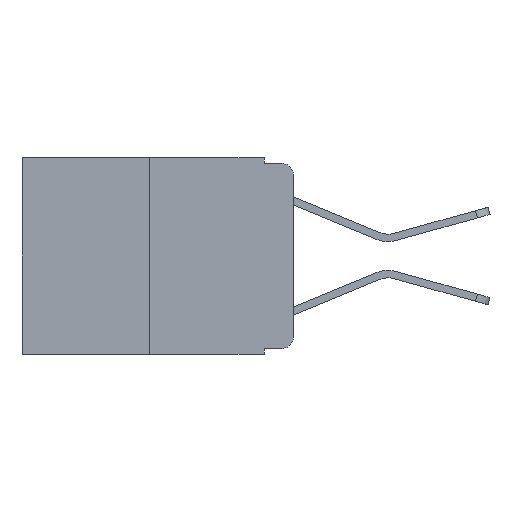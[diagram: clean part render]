
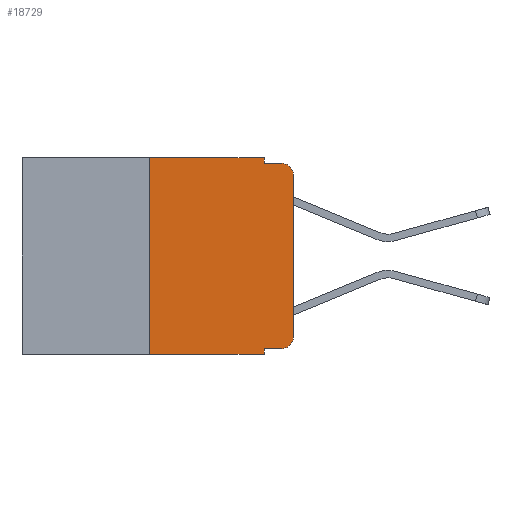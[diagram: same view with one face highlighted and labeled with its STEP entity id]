
A CAD part, left-side view. The second image highlights one B-rep face of the part: STEP entity #18729.
In plain terms, the highlighted planar face has unit normal (-1, 0, 0).
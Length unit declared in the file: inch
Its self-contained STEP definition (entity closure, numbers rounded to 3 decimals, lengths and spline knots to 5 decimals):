
#381 = AXIS2_PLACEMENT_3D ( 'NONE', #9622, #15119, #18351 ) ;
#553 = CARTESIAN_POINT ( 'NONE',  ( 0., 0.051, -0.333 ) ) ;
#995 = CIRCLE ( 'NONE', #381, 0.02 ) ;
#1015 = VERTEX_POINT ( 'NONE', #16223 ) ;
#1067 = DIRECTION ( 'NONE',  ( 0., 0., -1. ) ) ;
#1869 = CARTESIAN_POINT ( 'NONE',  ( 0., 0.051, -0.01 ) ) ;
#2169 = CARTESIAN_POINT ( 'NONE',  ( 0., 0.25, 0. ) ) ;
#2203 = VECTOR ( 'NONE', #14173, 39.37008 ) ;
#2462 = CARTESIAN_POINT ( 'NONE',  ( 0., 0.473, 0. ) ) ;
#2857 = CARTESIAN_POINT ( 'NONE',  ( 0., 0.473, 0. ) ) ;
#2904 = EDGE_CURVE ( 'NONE', #18612, #1015, #9735, .T. ) ;
#2959 = CARTESIAN_POINT ( 'NONE',  ( 0., 0.051, -0.343 ) ) ;
#3158 = CARTESIAN_POINT ( 'NONE',  ( 0., 0., 0. ) ) ;
#3229 = CARTESIAN_POINT ( 'NONE',  ( 0., 0.051, 0. ) ) ;
#3814 = LINE ( 'NONE', #14053, #9480 ) ;
#3843 = LINE ( 'NONE', #553, #2203 ) ;
#4097 = EDGE_CURVE ( 'NONE', #11745, #18612, #3843, .T. ) ;
#5153 = EDGE_LOOP ( 'NONE', ( #15714, #15558, #8259, #5274, #14361, #14843, #5635, #17657, #6796, #9110 ) ) ;
#5274 = ORIENTED_EDGE ( 'NONE', *, *, #14442, .F. ) ;
#5635 = ORIENTED_EDGE ( 'NONE', *, *, #9443, .T. ) ;
#5825 = CARTESIAN_POINT ( 'NONE',  ( 0., 0.25, -0.343 ) ) ;
#5838 = VECTOR ( 'NONE', #13288, 39.37008 ) ;
#6035 = VECTOR ( 'NONE', #16773, 39.37008 ) ;
#6238 = CARTESIAN_POINT ( 'NONE',  ( 0., 0., -0.03 ) ) ;
#6239 = EDGE_CURVE ( 'NONE', #1015, #15077, #17950, .T. ) ;
#6796 = ORIENTED_EDGE ( 'NONE', *, *, #4097, .T. ) ;
#6825 = VERTEX_POINT ( 'NONE', #2169 ) ;
#6853 = EDGE_CURVE ( 'NONE', #7622, #6825, #9659, .T. ) ;
#7164 = CARTESIAN_POINT ( 'NONE',  ( 0., 0.02, -0.01 ) ) ;
#7493 = CARTESIAN_POINT ( 'NONE',  ( 0., 0.473, -0.343 ) ) ;
#7622 = VERTEX_POINT ( 'NONE', #5825 ) ;
#7758 = CARTESIAN_POINT ( 'NONE',  ( 0., 0.02, -0.313 ) ) ;
#7776 = CARTESIAN_POINT ( 'NONE',  ( 0., 0.02, -0.333 ) ) ;
#8137 = DIRECTION ( 'NONE',  ( 1., 0., 0. ) ) ;
#8259 = ORIENTED_EDGE ( 'NONE', *, *, #17765, .F. ) ;
#8355 = LINE ( 'NONE', #12716, #18356 ) ;
#8800 = DIRECTION ( 'NONE',  ( 0., -1., 0. ) ) ;
#8924 = LINE ( 'NONE', #7493, #6035 ) ;
#9110 = ORIENTED_EDGE ( 'NONE', *, *, #2904, .T. ) ;
#9277 = VERTEX_POINT ( 'NONE', #2959 ) ;
#9294 = VERTEX_POINT ( 'NONE', #3229 ) ;
#9297 = PLANE ( 'NONE',  #12336 ) ;
#9443 = EDGE_CURVE ( 'NONE', #7622, #9277, #8924, .T. ) ;
#9480 = VECTOR ( 'NONE', #1067, 39.37008 ) ;
#9622 = CARTESIAN_POINT ( 'NONE',  ( 0., 0.02, -0.03 ) ) ;
#9659 = LINE ( 'NONE', #10988, #9820 ) ;
#9735 = CIRCLE ( 'NONE', #12146, 0.02 ) ;
#9806 = VECTOR ( 'NONE', #14411, 39.37008 ) ;
#9820 = VECTOR ( 'NONE', #15252, 39.37008 ) ;
#10062 = VERTEX_POINT ( 'NONE', #7164 ) ;
#10236 = LINE ( 'NONE', #1869, #12902 ) ;
#10582 = CARTESIAN_POINT ( 'NONE',  ( 0., 0.051, -0.01 ) ) ;
#10816 = FACE_OUTER_BOUND ( 'NONE', #5153, .T. ) ;
#10988 = CARTESIAN_POINT ( 'NONE',  ( 0., 0.25, 0. ) ) ;
#11574 = DIRECTION ( 'NONE',  ( 0., 0., -1. ) ) ;
#11745 = VERTEX_POINT ( 'NONE', #18352 ) ;
#12146 = AXIS2_PLACEMENT_3D ( 'NONE', #7758, #18104, #15243 ) ;
#12230 = DIRECTION ( 'NONE',  ( 0., 0., -1. ) ) ;
#12336 = AXIS2_PLACEMENT_3D ( 'NONE', #2462, #8137, #12230 ) ;
#12625 = EDGE_CURVE ( 'NONE', #15077, #10062, #995, .T. ) ;
#12716 = CARTESIAN_POINT ( 'NONE',  ( 0., 0.051, 0. ) ) ;
#12902 = VECTOR ( 'NONE', #8800, 39.37008 ) ;
#13288 = DIRECTION ( 'NONE',  ( 0., 0., 1. ) ) ;
#14053 = CARTESIAN_POINT ( 'NONE',  ( 0., 0.051, 0. ) ) ;
#14173 = DIRECTION ( 'NONE',  ( 0., -1., 0. ) ) ;
#14361 = ORIENTED_EDGE ( 'NONE', *, *, #14993, .F. ) ;
#14411 = DIRECTION ( 'NONE',  ( 0., -1., 0. ) ) ;
#14442 = EDGE_CURVE ( 'NONE', #9294, #18325, #3814, .T. ) ;
#14843 = ORIENTED_EDGE ( 'NONE', *, *, #6853, .F. ) ;
#14993 = EDGE_CURVE ( 'NONE', #6825, #9294, #15831, .T. ) ;
#15077 = VERTEX_POINT ( 'NONE', #6238 ) ;
#15119 = DIRECTION ( 'NONE',  ( -1., 0., 0. ) ) ;
#15243 = DIRECTION ( 'NONE',  ( 0., 0., -1. ) ) ;
#15252 = DIRECTION ( 'NONE',  ( 0., 0., 1. ) ) ;
#15558 = ORIENTED_EDGE ( 'NONE', *, *, #12625, .T. ) ;
#15714 = ORIENTED_EDGE ( 'NONE', *, *, #6239, .T. ) ;
#15831 = LINE ( 'NONE', #2857, #9806 ) ;
#16223 = CARTESIAN_POINT ( 'NONE',  ( 0., 0., -0.313 ) ) ;
#16773 = DIRECTION ( 'NONE',  ( 0., -1., 0. ) ) ;
#17203 = EDGE_CURVE ( 'NONE', #11745, #9277, #8355, .T. ) ;
#17657 = ORIENTED_EDGE ( 'NONE', *, *, #17203, .F. ) ;
#17765 = EDGE_CURVE ( 'NONE', #18325, #10062, #10236, .T. ) ;
#17950 = LINE ( 'NONE', #3158, #5838 ) ;
#18104 = DIRECTION ( 'NONE',  ( -1., 0., 0. ) ) ;
#18325 = VERTEX_POINT ( 'NONE', #10582 ) ;
#18351 = DIRECTION ( 'NONE',  ( 0., 0., -1. ) ) ;
#18352 = CARTESIAN_POINT ( 'NONE',  ( 0., 0.051, -0.333 ) ) ;
#18356 = VECTOR ( 'NONE', #11574, 39.37008 ) ;
#18612 = VERTEX_POINT ( 'NONE', #7776 ) ;
#18729 = ADVANCED_FACE ( 'NONE', ( #10816 ), #9297, .F. ) ;
